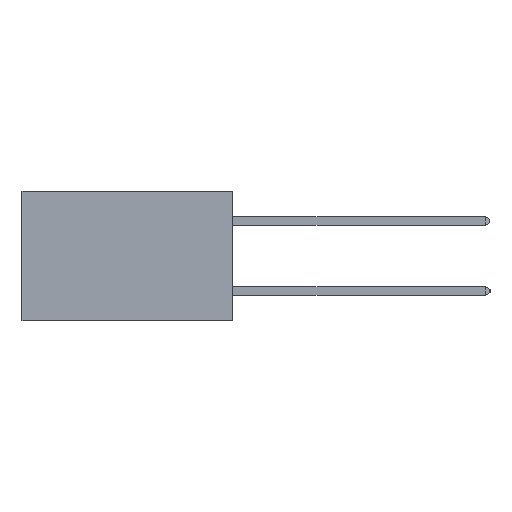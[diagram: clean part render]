
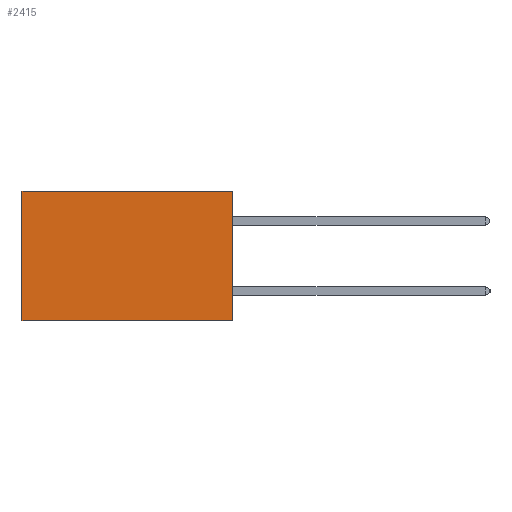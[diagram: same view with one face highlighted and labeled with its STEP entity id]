
A CAD part, left-side view. The second image highlights one B-rep face of the part: STEP entity #2415.
In plain terms, the highlighted planar face has unit normal (-1, 0, 0).
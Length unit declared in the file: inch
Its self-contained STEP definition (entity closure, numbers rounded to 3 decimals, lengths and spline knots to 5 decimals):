
#1669 = VERTEX_POINT ( 'NONE', #4959 ) ;
#2125 = CARTESIAN_POINT ( 'NONE',  ( 0.2875, 0., -0.37 ) ) ;
#2130 = EDGE_CURVE ( 'NONE', #10895, #1669, #5972, .T. ) ;
#2385 = ORIENTED_EDGE ( 'NONE', *, *, #4844, .F. ) ;
#2415 = ADVANCED_FACE ( 'NONE', ( #15634 ), #20181, .F. ) ;
#4844 = EDGE_CURVE ( 'NONE', #14554, #7405, #8508, .T. ) ;
#4959 = CARTESIAN_POINT ( 'NONE',  ( 0.2875, 0.6, -0.37 ) ) ;
#5190 = VECTOR ( 'NONE', #9506, 39.37008 ) ;
#5668 = EDGE_CURVE ( 'NONE', #7405, #1669, #18698, .T. ) ;
#5972 = LINE ( 'NONE', #9862, #15343 ) ;
#7267 = VECTOR ( 'NONE', #17292, 39.37008 ) ;
#7405 = VERTEX_POINT ( 'NONE', #17548 ) ;
#8508 = LINE ( 'NONE', #20610, #5190 ) ;
#8733 = LINE ( 'NONE', #16403, #14186 ) ;
#9506 = DIRECTION ( 'NONE',  ( 0., 0., -1. ) ) ;
#9862 = CARTESIAN_POINT ( 'NONE',  ( 0.2875, 0.6, 0. ) ) ;
#10615 = DIRECTION ( 'NONE',  ( 1., 0., 0. ) ) ;
#10895 = VERTEX_POINT ( 'NONE', #24414 ) ;
#12743 = ORIENTED_EDGE ( 'NONE', *, *, #5668, .F. ) ;
#14186 = VECTOR ( 'NONE', #14516, 39.37008 ) ;
#14332 = ORIENTED_EDGE ( 'NONE', *, *, #2130, .T. ) ;
#14492 = CARTESIAN_POINT ( 'NONE',  ( 0.2875, 0., 0. ) ) ;
#14516 = DIRECTION ( 'NONE',  ( 0., 1., 0. ) ) ;
#14554 = VERTEX_POINT ( 'NONE', #18903 ) ;
#14576 = DIRECTION ( 'NONE',  ( 0., 0., -1. ) ) ;
#15216 = ORIENTED_EDGE ( 'NONE', *, *, #20304, .T. ) ;
#15343 = VECTOR ( 'NONE', #21954, 39.37008 ) ;
#15634 = FACE_OUTER_BOUND ( 'NONE', #16052, .T. ) ;
#16052 = EDGE_LOOP ( 'NONE', ( #14332, #12743, #2385, #15216 ) ) ;
#16403 = CARTESIAN_POINT ( 'NONE',  ( 0.2875, 0., 0. ) ) ;
#17292 = DIRECTION ( 'NONE',  ( 0., 1., 0. ) ) ;
#17548 = CARTESIAN_POINT ( 'NONE',  ( 0.2875, 0., -0.37 ) ) ;
#18303 = AXIS2_PLACEMENT_3D ( 'NONE', #14492, #10615, #14576 ) ;
#18698 = LINE ( 'NONE', #2125, #7267 ) ;
#18903 = CARTESIAN_POINT ( 'NONE',  ( 0.2875, 0., 0. ) ) ;
#20181 = PLANE ( 'NONE',  #18303 ) ;
#20304 = EDGE_CURVE ( 'NONE', #14554, #10895, #8733, .T. ) ;
#20610 = CARTESIAN_POINT ( 'NONE',  ( 0.2875, 0., 0. ) ) ;
#21954 = DIRECTION ( 'NONE',  ( 0., 0., -1. ) ) ;
#24414 = CARTESIAN_POINT ( 'NONE',  ( 0.2875, 0.6, 0. ) ) ;
